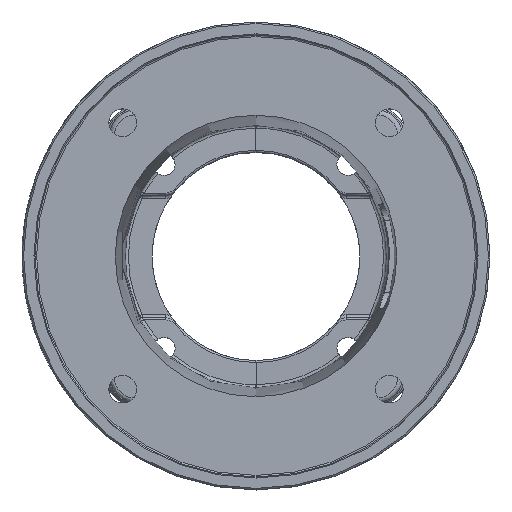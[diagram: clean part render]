
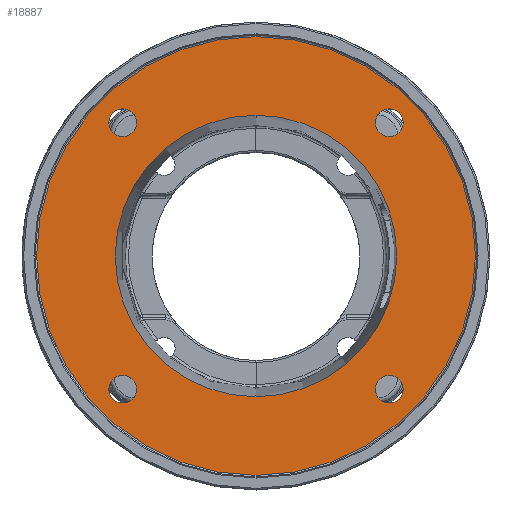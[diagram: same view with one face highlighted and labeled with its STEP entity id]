
A CAD part, top view. The second image highlights one B-rep face of the part: STEP entity #18887.
In plain terms, the highlighted planar face has unit normal (0, 0, 1).
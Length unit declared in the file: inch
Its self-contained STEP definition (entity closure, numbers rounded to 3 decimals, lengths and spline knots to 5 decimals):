
#618=CARTESIAN_POINT('',(0.,0.,-0.2075));
#619=DIRECTION('',(0.,0.,1.));
#620=DIRECTION('',(0.,1.,0.));
#621=AXIS2_PLACEMENT_3D('',#618,#619,#620);
#2166=CARTESIAN_POINT('',(0.,0.,-0.2075));
#2167=DIRECTION('',(0.,0.,1.));
#2168=DIRECTION('',(0.,-1.,0.));
#2169=AXIS2_PLACEMENT_3D('',#2166,#2167,#2168);
#3650=CARTESIAN_POINT('',(0.,0.,-0.2075));
#3651=DIRECTION('',(0.,0.,-1.));
#3652=DIRECTION('',(0.,1.,0.));
#3653=AXIS2_PLACEMENT_3D('',#3650,#3651,#3652);
#3655=CARTESIAN_POINT('',(0.,0.,-0.2075));
#3656=DIRECTION('',(0.,0.,1.));
#3657=DIRECTION('',(0.,1.,0.));
#3658=AXIS2_PLACEMENT_3D('',#3655,#3656,#3657);
#3706=CARTESIAN_POINT('',(-2.56326,2.56326,-0.2075));
#3707=DIRECTION('',(0.,0.,-1.));
#3708=DIRECTION('',(-0.707,0.707,0.));
#3709=AXIS2_PLACEMENT_3D('',#3706,#3707,#3708);
#3716=CARTESIAN_POINT('',(-2.56326,2.56326,-0.2075));
#3717=DIRECTION('',(0.,0.,-1.));
#3718=DIRECTION('',(0.707,-0.707,0.));
#3719=AXIS2_PLACEMENT_3D('',#3716,#3717,#3718);
#3742=CARTESIAN_POINT('',(-2.56326,-2.56326,-0.2075));
#3743=DIRECTION('',(0.,0.,-1.));
#3744=DIRECTION('',(-0.707,-0.707,0.));
#3745=AXIS2_PLACEMENT_3D('',#3742,#3743,#3744);
#3752=CARTESIAN_POINT('',(-2.56326,-2.56326,-0.2075));
#3753=DIRECTION('',(0.,0.,-1.));
#3754=DIRECTION('',(0.707,0.707,0.));
#3755=AXIS2_PLACEMENT_3D('',#3752,#3753,#3754);
#3778=CARTESIAN_POINT('',(2.56326,-2.56326,-0.2075));
#3779=DIRECTION('',(0.,0.,-1.));
#3780=DIRECTION('',(0.707,-0.707,0.));
#3781=AXIS2_PLACEMENT_3D('',#3778,#3779,#3780);
#3788=CARTESIAN_POINT('',(2.56326,-2.56326,-0.2075));
#3789=DIRECTION('',(0.,0.,-1.));
#3790=DIRECTION('',(-0.707,0.707,0.));
#3791=AXIS2_PLACEMENT_3D('',#3788,#3789,#3790);
#3814=CARTESIAN_POINT('',(2.56326,2.56326,-0.2075));
#3815=DIRECTION('',(0.,0.,-1.));
#3816=DIRECTION('',(0.707,0.707,0.));
#3817=AXIS2_PLACEMENT_3D('',#3814,#3815,#3816);
#3824=CARTESIAN_POINT('',(2.56326,2.56326,-0.2075));
#3825=DIRECTION('',(0.,0.,-1.));
#3826=DIRECTION('',(-0.707,-0.707,0.));
#3827=AXIS2_PLACEMENT_3D('',#3824,#3825,#3826);
#12011=CARTESIAN_POINT('',(0.,4.22,-0.2075));
#12013=VERTEX_POINT('',#12011);
#12017=CARTESIAN_POINT('',(0.,-4.22,-0.2075));
#12019=VERTEX_POINT('',#12017);
#12023=CARTESIAN_POINT('',(0.,2.70736,-0.2075));
#12024=CARTESIAN_POINT('',(0.,-2.70736,-0.2075));
#12025=VERTEX_POINT('',#12023);
#12026=VERTEX_POINT('',#12024);
#12031=CARTESIAN_POINT('',(-2.75065,2.75065,-0.2075));
#12032=CARTESIAN_POINT('',(-2.37588,2.37588,-0.2075));
#12033=VERTEX_POINT('',#12031);
#12034=VERTEX_POINT('',#12032);
#12035=CARTESIAN_POINT('',(-2.75065,-2.75065,-0.2075));
#12036=CARTESIAN_POINT('',(-2.37588,-2.37588,-0.2075));
#12037=VERTEX_POINT('',#12035);
#12038=VERTEX_POINT('',#12036);
#12039=CARTESIAN_POINT('',(2.75065,-2.75065,-0.2075));
#12040=CARTESIAN_POINT('',(2.37588,-2.37588,-0.2075));
#12041=VERTEX_POINT('',#12039);
#12042=VERTEX_POINT('',#12040);
#12043=CARTESIAN_POINT('',(2.75065,2.75065,-0.2075));
#12044=CARTESIAN_POINT('',(2.37588,2.37588,-0.2075));
#12045=VERTEX_POINT('',#12043);
#12046=VERTEX_POINT('',#12044);
#18848=CARTESIAN_POINT('',(0.,0.,-0.2075));
#18849=DIRECTION('',(0.,0.,1.));
#18850=DIRECTION('',(0.,1.,0.));
#18851=AXIS2_PLACEMENT_3D('',#18848,#18849,#18850);
#18852=PLANE('',#18851);
#18854=ORIENTED_EDGE('',*,*,#18853,.T.);
#18856=ORIENTED_EDGE('',*,*,#18855,.F.);
#18857=EDGE_LOOP('',(#18854,#18856));
#18858=FACE_OUTER_BOUND('',#18857,.F.);
#18859=ORIENTED_EDGE('',*,*,#13013,.T.);
#18860=ORIENTED_EDGE('',*,*,#15847,.T.);
#18861=EDGE_LOOP('',(#18859,#18860));
#18862=FACE_BOUND('',#18861,.F.);
#18864=ORIENTED_EDGE('',*,*,#18863,.F.);
#18866=ORIENTED_EDGE('',*,*,#18865,.F.);
#18867=EDGE_LOOP('',(#18864,#18866));
#18868=FACE_BOUND('',#18867,.F.);
#18870=ORIENTED_EDGE('',*,*,#18869,.F.);
#18872=ORIENTED_EDGE('',*,*,#18871,.F.);
#18873=EDGE_LOOP('',(#18870,#18872));
#18874=FACE_BOUND('',#18873,.F.);
#18876=ORIENTED_EDGE('',*,*,#18875,.F.);
#18878=ORIENTED_EDGE('',*,*,#18877,.F.);
#18879=EDGE_LOOP('',(#18876,#18878));
#18880=FACE_BOUND('',#18879,.F.);
#18882=ORIENTED_EDGE('',*,*,#18881,.F.);
#18884=ORIENTED_EDGE('',*,*,#18883,.F.);
#18885=EDGE_LOOP('',(#18882,#18884));
#18886=FACE_BOUND('',#18885,.F.);
#18887=ADVANCED_FACE('',(#18858,#18862,#18868,#18874,#18880,#18886),#18852,.T.);
#622=CIRCLE('',#621,2.70736);
#2170=CIRCLE('',#2169,2.70736);
#3654=CIRCLE('',#3653,4.22);
#3659=CIRCLE('',#3658,4.22);
#3710=CIRCLE('',#3709,0.265);
#3720=CIRCLE('',#3719,0.265);
#3746=CIRCLE('',#3745,0.265);
#3756=CIRCLE('',#3755,0.265);
#3782=CIRCLE('',#3781,0.265);
#3792=CIRCLE('',#3791,0.265);
#3818=CIRCLE('',#3817,0.265);
#3828=CIRCLE('',#3827,0.265);
#13013=EDGE_CURVE('',#12025,#12026,#622,.T.);
#15847=EDGE_CURVE('',#12026,#12025,#2170,.T.);
#18853=EDGE_CURVE('',#12013,#12019,#3654,.T.);
#18855=EDGE_CURVE('',#12013,#12019,#3659,.T.);
#18863=EDGE_CURVE('',#12033,#12034,#3710,.T.);
#18865=EDGE_CURVE('',#12034,#12033,#3720,.T.);
#18869=EDGE_CURVE('',#12037,#12038,#3746,.T.);
#18871=EDGE_CURVE('',#12038,#12037,#3756,.T.);
#18875=EDGE_CURVE('',#12041,#12042,#3782,.T.);
#18877=EDGE_CURVE('',#12042,#12041,#3792,.T.);
#18881=EDGE_CURVE('',#12045,#12046,#3818,.T.);
#18883=EDGE_CURVE('',#12046,#12045,#3828,.T.);
